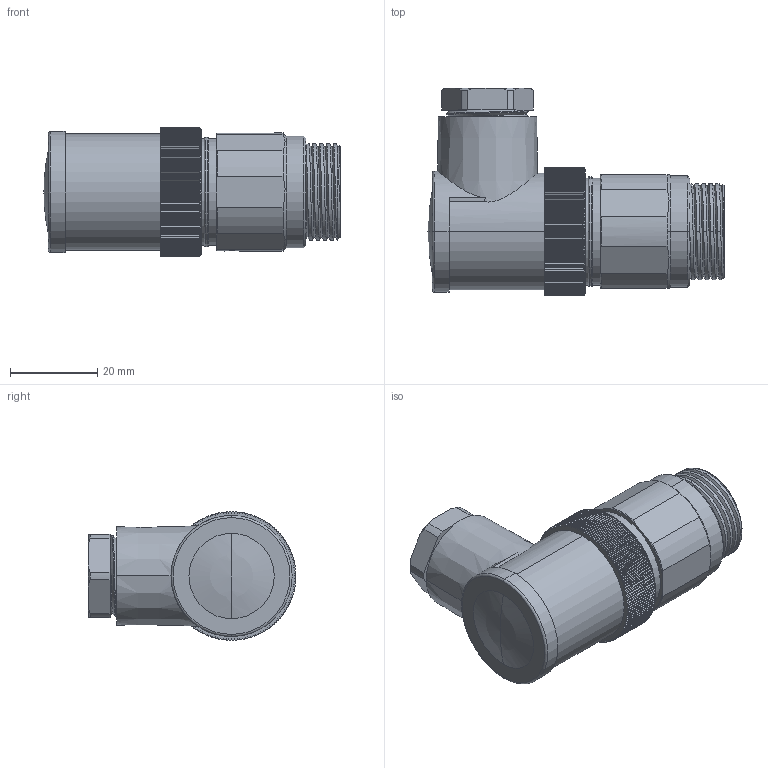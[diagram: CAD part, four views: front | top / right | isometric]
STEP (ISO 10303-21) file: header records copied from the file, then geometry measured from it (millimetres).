
FILE_DESCRIPTION(/* description */ (''),/* implementation_level */ '2;1');
FILE_NAME(/* name */ 'MLZ5212-0-11.stp',/* time_stamp */ '2019-04-22T11:55:19+08:00',/* author */ (''),/* organization */ (''),/* preprocessor_version */ 'ST-DEVELOPER v15',/* originating_system */ 'SIEMENS PLM Software NX 9.0',/* authorisation */ '');
FILE_SCHEMA (('CONFIG_CONTROL_DESIGN'));
Length unit declared in the file: millimetre
Products named in the file (1): MLZ5212-0-11
Bounding box: 67.73 x 47.5 x 29.4 mm (x, y, z)
Volume: 41674.4 mm3; surface area: 12861 mm2
Topology: 1 solids, 2 shells, 641 faces, 1784 edges, 1169 vertices
Faces by surface type: plane 342, cylinder 239, cone 21, torus 20, sphere 12, bspline 7
Full cylindrical faces by diameter (mm): 24.4 x1, 24.5 x2
Entity records: 25224 total; most frequent: CARTESIAN_POINT 9051, ORIENTED_EDGE 3538, DIRECTION 3173, EDGE_CURVE 1769, VERTEX_POINT 1170, AXIS2_PLACEMENT_3D 1153, LINE 867, VECTOR 867
